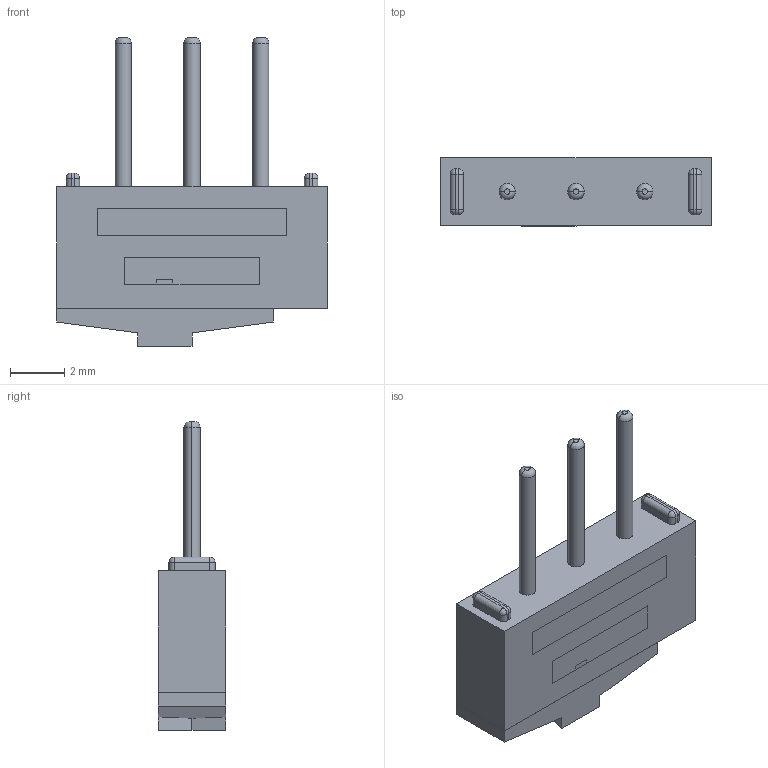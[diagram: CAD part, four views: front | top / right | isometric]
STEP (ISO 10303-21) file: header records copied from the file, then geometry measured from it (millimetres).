
FILE_DESCRIPTION (( 'STEP AP214' ), '1' );
FILE_NAME ('09.03201.02.STEP', '2021-06-16T05:21:55', ( '' ), ( '' ), 'SwSTEP 2.0', 'SolidWorks 2018', '' );
FILE_SCHEMA (( 'AUTOMOTIVE_DESIGN' ));
Length unit declared in the file: millimetre
Products named in the file (1): 09.03201.02
Bounding box: 10 x 2.5 x 11.4 mm (x, y, z)
Volume: 134.3 mm3; surface area: 257.8 mm2
Topology: 2 solids, 2 shells, 78 faces, 185 edges, 114 vertices
Faces by surface type: plane 38, cylinder 26, sphere 8, torus 6
Entity records: 3079 total; most frequent: DIRECTION 399, CARTESIAN_POINT 370, ORIENTED_EDGE 354, EDGE_CURVE 177, AXIS2_PLACEMENT_3D 143, VERTEX_POINT 114, VECTOR 113, LINE 113
